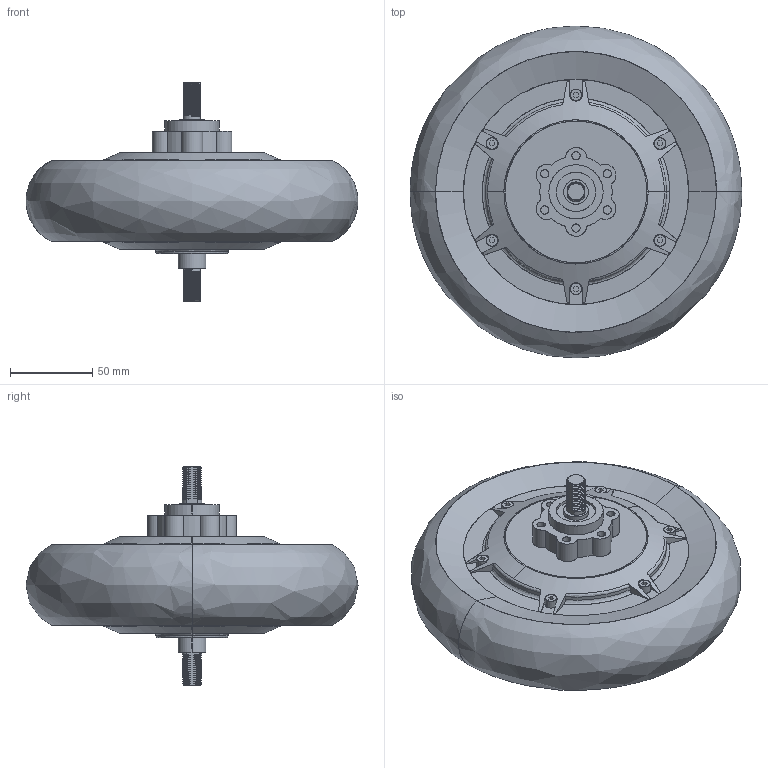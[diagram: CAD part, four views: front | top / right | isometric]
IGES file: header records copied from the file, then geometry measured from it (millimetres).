
Start section: SolidWorks IGES file using analytic representation for surfaces
Global section: file name: Bafang D410.IGS; native system: SolidWorks 2014; preprocessor: SolidWorks 2014; author: Justin; date: 191229.121416; units: millimetre
Bounding box: 201.95 x 202 x 133 mm (x, y, z)
Surface area: 96905.2 mm2 (no closed solid volume)
Topology: 0 solids, 0 shells, 514 faces, 8298 edges, 8298 vertices
Faces by surface type: bspline 347, revolution 167
